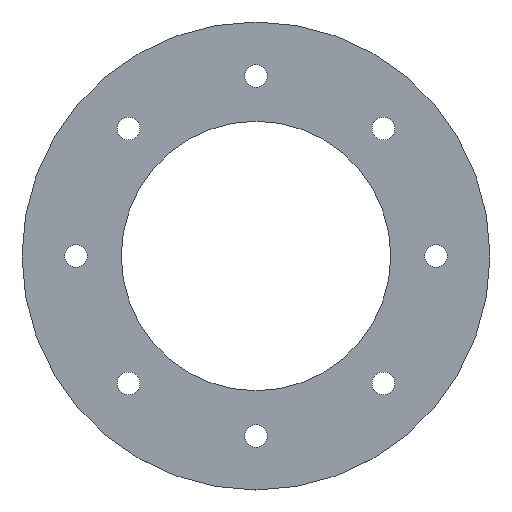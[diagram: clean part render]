
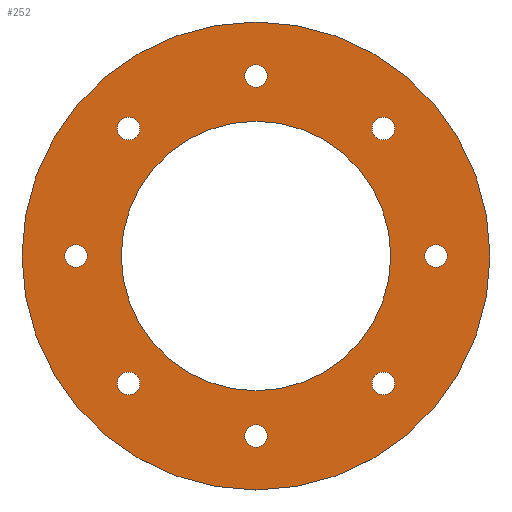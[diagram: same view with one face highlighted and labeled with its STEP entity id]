
A CAD part, top view. The second image highlights one B-rep face of the part: STEP entity #252.
In plain terms, the highlighted planar face has unit normal (0, 0, 1).
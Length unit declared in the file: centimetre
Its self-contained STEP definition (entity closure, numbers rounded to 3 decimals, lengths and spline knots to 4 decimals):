
#20=FACE_BOUND('',#63,.T.);
#21=FACE_BOUND('',#64,.T.);
#22=FACE_BOUND('',#65,.T.);
#23=FACE_BOUND('',#66,.T.);
#24=FACE_BOUND('',#67,.T.);
#25=FACE_BOUND('',#68,.T.);
#26=FACE_BOUND('',#69,.T.);
#27=FACE_BOUND('',#70,.T.);
#28=FACE_BOUND('',#71,.T.);
#38=PLANE('',#287);
#50=FACE_OUTER_BOUND('',#62,.T.);
#62=EDGE_LOOP('',(#212));
#63=EDGE_LOOP('',(#213));
#64=EDGE_LOOP('',(#214));
#65=EDGE_LOOP('',(#215));
#66=EDGE_LOOP('',(#216));
#67=EDGE_LOOP('',(#217));
#68=EDGE_LOOP('',(#218));
#69=EDGE_LOOP('',(#219));
#70=EDGE_LOOP('',(#220));
#71=EDGE_LOOP('',(#221));
#102=CIRCLE('',#258,8.);
#104=CIRCLE('',#261,8.);
#106=CIRCLE('',#264,8.);
#108=CIRCLE('',#267,8.);
#110=CIRCLE('',#270,8.);
#112=CIRCLE('',#273,95.);
#114=CIRCLE('',#276,8.);
#116=CIRCLE('',#279,8.);
#118=CIRCLE('',#282,8.);
#120=CIRCLE('',#285,165.);
#122=VERTEX_POINT('',#373);
#124=VERTEX_POINT('',#379);
#126=VERTEX_POINT('',#385);
#128=VERTEX_POINT('',#391);
#130=VERTEX_POINT('',#397);
#132=VERTEX_POINT('',#403);
#134=VERTEX_POINT('',#409);
#136=VERTEX_POINT('',#415);
#138=VERTEX_POINT('',#421);
#140=VERTEX_POINT('',#427);
#142=EDGE_CURVE('',#122,#122,#102,.T.);
#145=EDGE_CURVE('',#124,#124,#104,.T.);
#148=EDGE_CURVE('',#126,#126,#106,.T.);
#151=EDGE_CURVE('',#128,#128,#108,.T.);
#154=EDGE_CURVE('',#130,#130,#110,.T.);
#157=EDGE_CURVE('',#132,#132,#112,.T.);
#160=EDGE_CURVE('',#134,#134,#114,.T.);
#163=EDGE_CURVE('',#136,#136,#116,.T.);
#166=EDGE_CURVE('',#138,#138,#118,.T.);
#169=EDGE_CURVE('',#140,#140,#120,.T.);
#212=ORIENTED_EDGE('',*,*,#169,.T.);
#213=ORIENTED_EDGE('',*,*,#166,.T.);
#214=ORIENTED_EDGE('',*,*,#163,.T.);
#215=ORIENTED_EDGE('',*,*,#160,.T.);
#216=ORIENTED_EDGE('',*,*,#157,.T.);
#217=ORIENTED_EDGE('',*,*,#154,.T.);
#218=ORIENTED_EDGE('',*,*,#151,.T.);
#219=ORIENTED_EDGE('',*,*,#148,.T.);
#220=ORIENTED_EDGE('',*,*,#145,.T.);
#221=ORIENTED_EDGE('',*,*,#142,.T.);
#252=ADVANCED_FACE('',(#50,#20,#21,#22,#23,#24,#25,#26,#27,#28),#38,.T.);
#258=AXIS2_PLACEMENT_3D('',#374,#296,#297);
#261=AXIS2_PLACEMENT_3D('',#380,#303,#304);
#264=AXIS2_PLACEMENT_3D('',#386,#310,#311);
#267=AXIS2_PLACEMENT_3D('',#392,#317,#318);
#270=AXIS2_PLACEMENT_3D('',#398,#324,#325);
#273=AXIS2_PLACEMENT_3D('',#404,#331,#332);
#276=AXIS2_PLACEMENT_3D('',#410,#338,#339);
#279=AXIS2_PLACEMENT_3D('',#416,#345,#346);
#282=AXIS2_PLACEMENT_3D('',#422,#352,#353);
#285=AXIS2_PLACEMENT_3D('',#428,#359,#360);
#287=AXIS2_PLACEMENT_3D('',#432,#364,#365);
#296=DIRECTION('center_axis',(0.,0.,-1.));
#297=DIRECTION('ref_axis',(1.,0.,0.));
#303=DIRECTION('center_axis',(0.,0.,-1.));
#304=DIRECTION('ref_axis',(1.,0.,0.));
#310=DIRECTION('center_axis',(0.,0.,-1.));
#311=DIRECTION('ref_axis',(1.,0.,0.));
#317=DIRECTION('center_axis',(0.,0.,-1.));
#318=DIRECTION('ref_axis',(1.,0.,0.));
#324=DIRECTION('center_axis',(0.,0.,-1.));
#325=DIRECTION('ref_axis',(-1.,0.,0.));
#331=DIRECTION('center_axis',(0.,0.,-1.));
#332=DIRECTION('ref_axis',(1.,0.,0.));
#338=DIRECTION('center_axis',(0.,0.,-1.));
#339=DIRECTION('ref_axis',(-1.,0.,0.));
#345=DIRECTION('center_axis',(0.,0.,-1.));
#346=DIRECTION('ref_axis',(-1.,0.,0.));
#352=DIRECTION('center_axis',(0.,0.,-1.));
#353=DIRECTION('ref_axis',(1.,0.,0.));
#359=DIRECTION('center_axis',(0.,0.,1.));
#360=DIRECTION('ref_axis',(1.,0.,0.));
#364=DIRECTION('center_axis',(0.,0.,1.));
#365=DIRECTION('ref_axis',(1.,0.,0.));
#373=CARTESIAN_POINT('',(134.8166,202.3864,2.));
#374=CARTESIAN_POINT('Origin',(142.8166,202.3864,2.));
#379=CARTESIAN_POINT('',(224.6192,165.189,2.));
#380=CARTESIAN_POINT('Origin',(232.6192,165.189,2.));
#385=CARTESIAN_POINT('',(314.4217,202.3864,2.));
#386=CARTESIAN_POINT('Origin',(322.4217,202.3864,2.));
#391=CARTESIAN_POINT('',(351.6192,292.189,2.));
#392=CARTESIAN_POINT('Origin',(359.6192,292.189,2.));
#397=CARTESIAN_POINT('',(330.4217,381.9915,2.));
#398=CARTESIAN_POINT('Origin',(322.4217,381.9915,2.));
#403=CARTESIAN_POINT('',(137.6192,292.189,2.));
#404=CARTESIAN_POINT('Origin',(232.6192,292.189,2.));
#409=CARTESIAN_POINT('',(240.6192,419.189,2.));
#410=CARTESIAN_POINT('Origin',(232.6192,419.189,2.));
#415=CARTESIAN_POINT('',(150.8166,381.9915,2.));
#416=CARTESIAN_POINT('Origin',(142.8166,381.9915,2.));
#421=CARTESIAN_POINT('',(97.6192,292.189,2.));
#422=CARTESIAN_POINT('Origin',(105.6192,292.189,2.));
#427=CARTESIAN_POINT('',(397.6192,292.189,2.));
#428=CARTESIAN_POINT('Origin',(232.6192,292.189,2.));
#432=CARTESIAN_POINT('Origin',(232.6192,292.189,2.));
